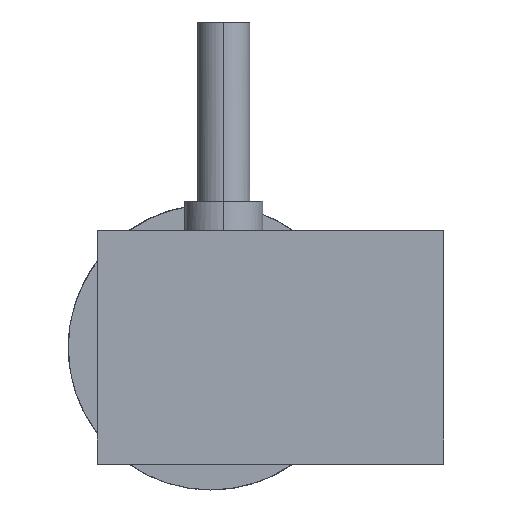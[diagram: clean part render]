
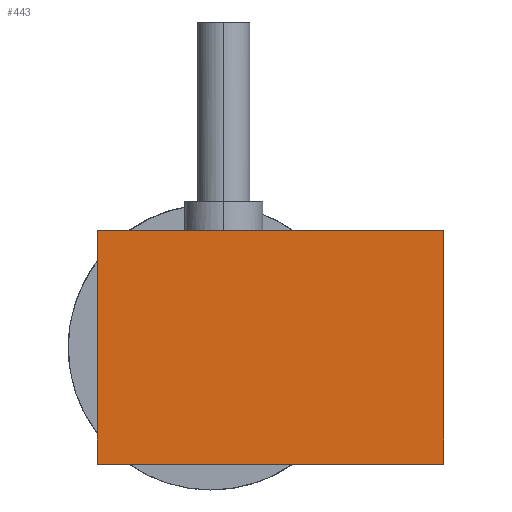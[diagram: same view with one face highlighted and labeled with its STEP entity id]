
A CAD part, front view. The second image highlights one B-rep face of the part: STEP entity #443.
In plain terms, the highlighted free-form (B-spline) face has degree [1, 1] with [2, 2] control points.
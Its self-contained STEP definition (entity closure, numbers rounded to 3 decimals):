
#408=(
BOUNDED_SURFACE()
B_SPLINE_SURFACE(1,1,((#409,#410),(#411,#412)),.UNSPECIFIED.,.F.,.F.,.F.)
B_SPLINE_SURFACE_WITH_KNOTS((2,2),(2,2),(0.000,1.000),(0.000,1.000),.UNSPECIFIED.)
GEOMETRIC_REPRESENTATION_ITEM()
RATIONAL_B_SPLINE_SURFACE(((1.,1.),(1.,1.)))
REPRESENTATION_ITEM('')
SURFACE()
);
#409=CARTESIAN_POINT('',(26.7,-24.,18.));
#410=CARTESIAN_POINT('',(26.7,-24.,-18.));
#411=CARTESIAN_POINT('',(-26.7,-24.,18.));
#412=CARTESIAN_POINT('',(-26.7,-24.,-18.));
#413=CARTESIAN_POINT('',(26.7,-24.,18.));
#414=VERTEX_POINT('',#413);
#415=(
BOUNDED_CURVE()
B_SPLINE_CURVE(1,(#416,#417),.UNSPECIFIED.,.F.,.F.)
B_SPLINE_CURVE_WITH_KNOTS((2,2),(0.000,1.000),.UNSPECIFIED.)
CURVE()
GEOMETRIC_REPRESENTATION_ITEM()
RATIONAL_B_SPLINE_CURVE((1.,1.))
REPRESENTATION_ITEM('')
);
#416=CARTESIAN_POINT('',(26.7,-24.,18.));
#417=CARTESIAN_POINT('',(26.7,-24.,-18.));
#418=CARTESIAN_POINT('',(26.7,-24.,-18.));
#419=VERTEX_POINT('',#418);
#420=EDGE_CURVE('',#414,#419,#415,.T.);
#421=ORIENTED_EDGE('',*,*,#420,.T.);
#422=(
BOUNDED_CURVE()
B_SPLINE_CURVE(1,(#423,#424),.UNSPECIFIED.,.F.,.F.)
B_SPLINE_CURVE_WITH_KNOTS((2,2),(0.000,1.000),.UNSPECIFIED.)
CURVE()
GEOMETRIC_REPRESENTATION_ITEM()
RATIONAL_B_SPLINE_CURVE((1.,1.))
REPRESENTATION_ITEM('')
);
#423=CARTESIAN_POINT('',(26.7,-24.,-18.));
#424=CARTESIAN_POINT('',(-26.7,-24.,-18.));
#425=CARTESIAN_POINT('',(-26.7,-24.,-18.));
#426=VERTEX_POINT('',#425);
#427=EDGE_CURVE('',#419,#426,#422,.T.);
#428=ORIENTED_EDGE('',*,*,#427,.T.);
#429=(
BOUNDED_CURVE()
B_SPLINE_CURVE(1,(#430,#431),.UNSPECIFIED.,.F.,.F.)
B_SPLINE_CURVE_WITH_KNOTS((2,2),(0.000,1.000),.UNSPECIFIED.)
CURVE()
GEOMETRIC_REPRESENTATION_ITEM()
RATIONAL_B_SPLINE_CURVE((1.,1.))
REPRESENTATION_ITEM('')
);
#430=CARTESIAN_POINT('',(-26.7,-24.,-18.));
#431=CARTESIAN_POINT('',(-26.7,-24.,18.));
#432=CARTESIAN_POINT('',(-26.7,-24.,18.));
#433=VERTEX_POINT('',#432);
#434=EDGE_CURVE('',#426,#433,#429,.T.);
#435=ORIENTED_EDGE('',*,*,#434,.T.);
#436=(
BOUNDED_CURVE()
B_SPLINE_CURVE(1,(#437,#438),.UNSPECIFIED.,.F.,.F.)
B_SPLINE_CURVE_WITH_KNOTS((2,2),(0.000,1.000),.UNSPECIFIED.)
CURVE()
GEOMETRIC_REPRESENTATION_ITEM()
RATIONAL_B_SPLINE_CURVE((1.,1.))
REPRESENTATION_ITEM('')
);
#437=CARTESIAN_POINT('',(-26.7,-24.,18.));
#438=CARTESIAN_POINT('',(26.7,-24.,18.));
#439=EDGE_CURVE('',#433,#414,#436,.T.);
#440=ORIENTED_EDGE('',*,*,#439,.T.);
#441=EDGE_LOOP('',(#421,#428,#435,#440));
#442=FACE_OUTER_BOUND('',#441,.T.);
#443=ADVANCED_FACE('',(#442),#408,.T.);
